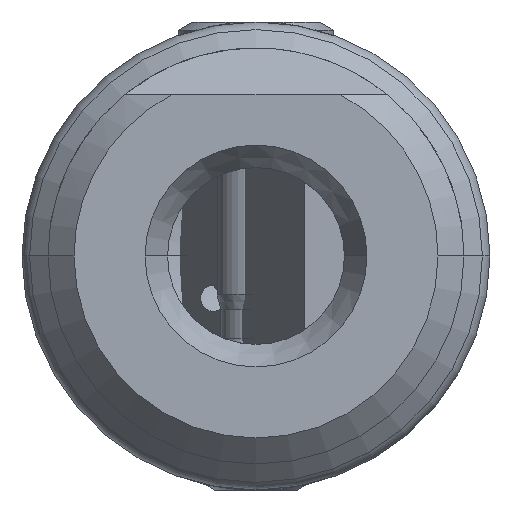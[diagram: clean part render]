
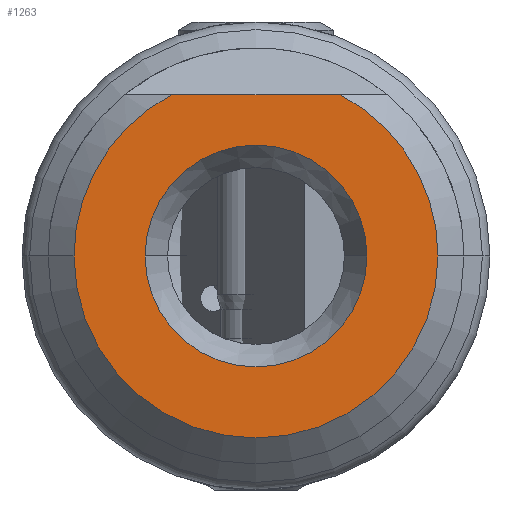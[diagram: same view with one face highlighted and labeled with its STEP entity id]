
A CAD part, left-side view. The second image highlights one B-rep face of the part: STEP entity #1263.
In plain terms, the highlighted planar face has unit normal (-1, 0, 0).
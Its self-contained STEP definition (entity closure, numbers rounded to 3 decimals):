
#144 = ORIENTED_EDGE ( 'NONE', *, *, #7621, .F. ) ;
#176 = VERTEX_POINT ( 'NONE', #7707 ) ;
#523 = EDGE_LOOP ( 'NONE', ( #4689, #5609 ) ) ;
#798 = EDGE_CURVE ( 'NONE', #5021, #3872, #4128, .T. ) ;
#1031 = AXIS2_PLACEMENT_3D ( 'NONE', #6845, #3209, #7487 ) ;
#1069 = DIRECTION ( 'NONE',  ( 1., 0., 0. ) ) ;
#1128 = CIRCLE ( 'NONE', #1230, 7. ) ;
#1144 = CIRCLE ( 'NONE', #1172, 4.266 ) ;
#1172 = AXIS2_PLACEMENT_3D ( 'NONE', #3534, #7802, #4130 ) ;
#1230 = AXIS2_PLACEMENT_3D ( 'NONE', #1904, #6114, #2515 ) ;
#1263 = ADVANCED_FACE ( 'NONE', ( #5477, #2763 ), #3300, .T. ) ;
#1458 = ORIENTED_EDGE ( 'NONE', *, *, #798, .F. ) ;
#1676 = EDGE_CURVE ( 'NONE', #176, #6027, #4854, .T. ) ;
#1904 = CARTESIAN_POINT ( 'NONE',  ( -90., 0., 0. ) ) ;
#2068 = CARTESIAN_POINT ( 'NONE',  ( -90., 7., 0. ) ) ;
#2141 = EDGE_CURVE ( 'NONE', #5021, #6406, #2455, .T. ) ;
#2455 = LINE ( 'NONE', #2685, #4248 ) ;
#2515 = DIRECTION ( 'NONE',  ( 0., 1., 0. ) ) ;
#2685 = CARTESIAN_POINT ( 'NONE',  ( -90., 7., 6.2 ) ) ;
#2763 = FACE_OUTER_BOUND ( 'NONE', #3432, .T. ) ;
#2768 = VERTEX_POINT ( 'NONE', #2068 ) ;
#2963 = CIRCLE ( 'NONE', #6605, 7. ) ;
#3209 = DIRECTION ( 'NONE',  ( 1., 0., 0. ) ) ;
#3214 = CARTESIAN_POINT ( 'NONE',  ( -90., -3.25, 6.2 ) ) ;
#3255 = DIRECTION ( 'NONE',  ( 1., 0., 0. ) ) ;
#3300 = PLANE ( 'NONE',  #7095 ) ;
#3410 = CARTESIAN_POINT ( 'NONE',  ( -90., 3.25, 6.2 ) ) ;
#3432 = EDGE_LOOP ( 'NONE', ( #1458, #4039, #5493, #144 ) ) ;
#3534 = CARTESIAN_POINT ( 'NONE',  ( -90., 0., 0. ) ) ;
#3872 = VERTEX_POINT ( 'NONE', #4396 ) ;
#3902 = DIRECTION ( 'NONE',  ( 0., -1., 0. ) ) ;
#4039 = ORIENTED_EDGE ( 'NONE', *, *, #2141, .T. ) ;
#4067 = CARTESIAN_POINT ( 'NONE',  ( -90., -4.266, 0. ) ) ;
#4128 = CIRCLE ( 'NONE', #5699, 7. ) ;
#4130 = DIRECTION ( 'NONE',  ( 0., 1., 0. ) ) ;
#4178 = DIRECTION ( 'NONE',  ( 0., 1., 0. ) ) ;
#4248 = VECTOR ( 'NONE', #4501, 1000. ) ;
#4396 = CARTESIAN_POINT ( 'NONE',  ( -90., -7., 0. ) ) ;
#4408 = CARTESIAN_POINT ( 'NONE',  ( -90., 7., 0. ) ) ;
#4501 = DIRECTION ( 'NONE',  ( 0., 1., 0. ) ) ;
#4689 = ORIENTED_EDGE ( 'NONE', *, *, #5322, .T. ) ;
#4854 = CIRCLE ( 'NONE', #1031, 4.266 ) ;
#5021 = VERTEX_POINT ( 'NONE', #3214 ) ;
#5322 = EDGE_CURVE ( 'NONE', #6027, #176, #1144, .T. ) ;
#5477 = FACE_BOUND ( 'NONE', #523, .T. ) ;
#5493 = ORIENTED_EDGE ( 'NONE', *, *, #6702, .F. ) ;
#5609 = ORIENTED_EDGE ( 'NONE', *, *, #1676, .T. ) ;
#5699 = AXIS2_PLACEMENT_3D ( 'NONE', #5788, #1069, #4178 ) ;
#5788 = CARTESIAN_POINT ( 'NONE',  ( -90., 0., 0. ) ) ;
#6027 = VERTEX_POINT ( 'NONE', #4067 ) ;
#6114 = DIRECTION ( 'NONE',  ( 1., 0., 0. ) ) ;
#6406 = VERTEX_POINT ( 'NONE', #3410 ) ;
#6605 = AXIS2_PLACEMENT_3D ( 'NONE', #6895, #3255, #7527 ) ;
#6702 = EDGE_CURVE ( 'NONE', #2768, #6406, #1128, .T. ) ;
#6845 = CARTESIAN_POINT ( 'NONE',  ( -90., 0., 0. ) ) ;
#6895 = CARTESIAN_POINT ( 'NONE',  ( -90., 0., 0. ) ) ;
#7095 = AXIS2_PLACEMENT_3D ( 'NONE', #4408, #7575, #3902 ) ;
#7487 = DIRECTION ( 'NONE',  ( 0., 1., 0. ) ) ;
#7527 = DIRECTION ( 'NONE',  ( 0., 1., 0. ) ) ;
#7575 = DIRECTION ( 'NONE',  ( -1., 0., 0. ) ) ;
#7621 = EDGE_CURVE ( 'NONE', #3872, #2768, #2963, .T. ) ;
#7707 = CARTESIAN_POINT ( 'NONE',  ( -90., 4.266, 0. ) ) ;
#7802 = DIRECTION ( 'NONE',  ( 1., 0., 0. ) ) ;
